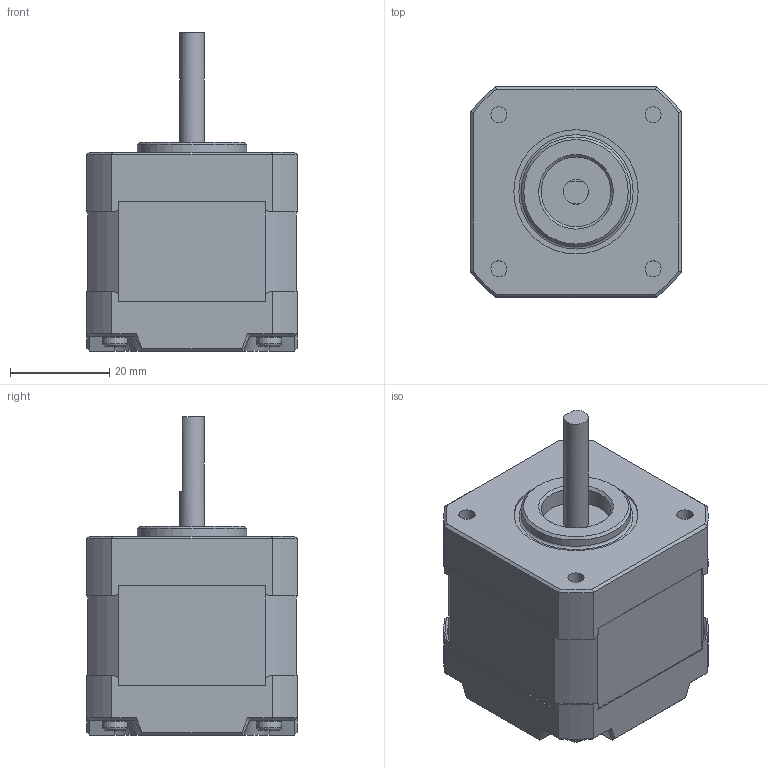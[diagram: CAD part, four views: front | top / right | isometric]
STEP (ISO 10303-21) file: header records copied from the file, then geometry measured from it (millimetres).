
FILE_DESCRIPTION(/* description */ (''),/* implementation_level */ '2;1');
FILE_NAME(/* name */ 'stepper.stp',/* time_stamp */ '2024-03-19T18:47:25+02:00',/* author */ ('Ahmed Hawary'),/* organization */ (''),/* preprocessor_version */ 'ST-DEVELOPER v19.2',/* originating_system */ 'Autodesk Inventor 2024',/* authorisation */ '');
FILE_SCHEMA (('AUTOMOTIVE_DESIGN { 1 0 10303 214 3 1 1 }'));
Length unit declared in the file: millimetre
Products named in the file (1): stepper
Bounding box: 42.3 x 42.3 x 64 mm (x, y, z)
Volume: 67988.8 mm3; surface area: 11272.2 mm2
Topology: 1 solids, 1 shells, 165 faces, 397 edges, 252 vertices
Faces by surface type: plane 102, cylinder 32, cone 22, torus 9
Full cylindrical faces by diameter (mm): 3.242 x4, 5 x5, 14 x1, 22 x1, 25 x1
Entity records: 4832 total; most frequent: CARTESIAN_POINT 847, DIRECTION 844, ORIENTED_EDGE 794, EDGE_CURVE 397, AXIS2_PLACEMENT_3D 297, VERTEX_POINT 252, LINE 250, VECTOR 250
